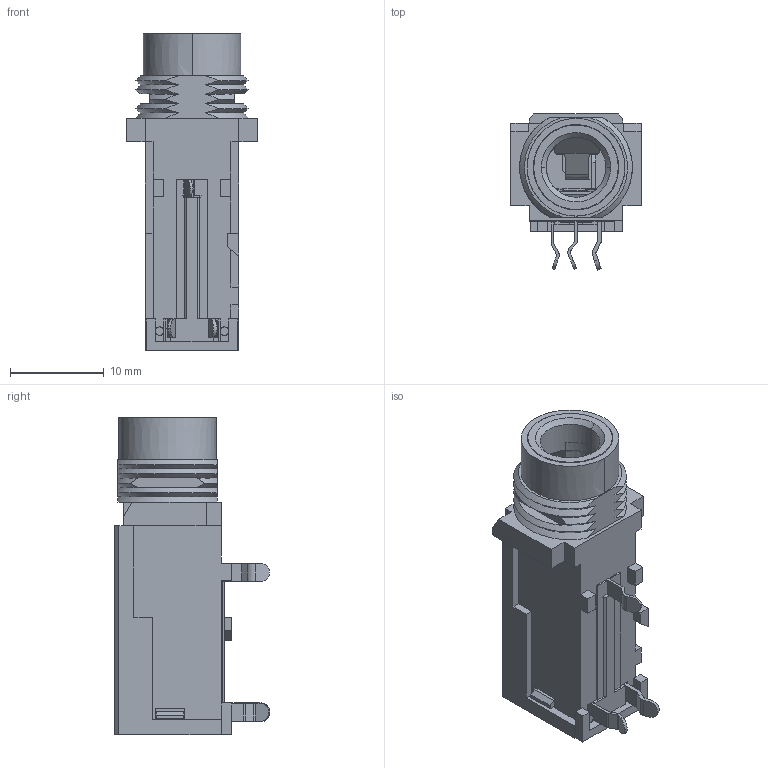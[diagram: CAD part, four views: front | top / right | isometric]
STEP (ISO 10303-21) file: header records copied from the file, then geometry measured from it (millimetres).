
FILE_DESCRIPTION (( 'STEP AP214' ), '1' );
FILE_NAME ('CUI_DEVICES_SJ-63053A.step', '2021-03-04T14:37:32', ( '' ), ( '' ), 'SwSTEP 2.0', 'SolidWorks 2021', '' );
FILE_SCHEMA (( 'AUTOMOTIVE_DESIGN' ));
Length unit declared in the file: millimetre
Products named in the file (7): 630GZ-1; CUI_DEVICES_SJ-63053A; 630LS-1; 630C2-1; 630BT-1; 630-31-1; PRT0003-1
Assembly tree (6 placements, depth 2):
  CUI_DEVICES_SJ-63053A
    630BT-1
    630LS-1
    PRT0003-1
    630C2-1
    630GZ-1
    630-31-1
Bounding box: 13.9 x 16.6 x 33.85 mm (x, y, z)
Volume: 1823.3 mm3; surface area: 4380 mm2
Topology: 6 solids, 6 shells, 459 faces, 1280 edges, 836 vertices
Faces by surface type: plane 344, bspline 112, cylinder 3
Entity records: 23699 total; most frequent: CARTESIAN_POINT 12611, ORIENTED_EDGE 2560, DIRECTION 1681, EDGE_CURVE 1280, LINE 957, VECTOR 957, VERTEX_POINT 836, EDGE_LOOP 472
